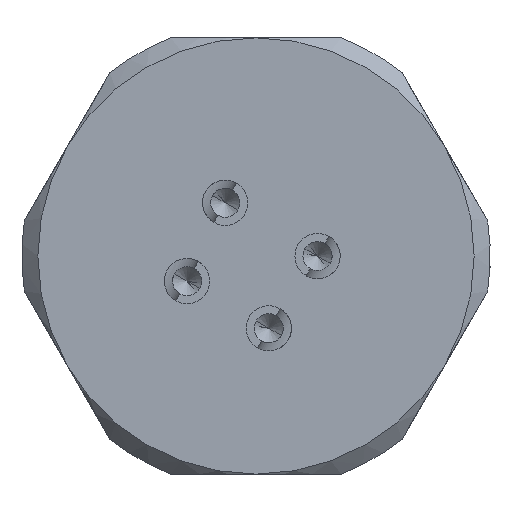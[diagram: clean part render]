
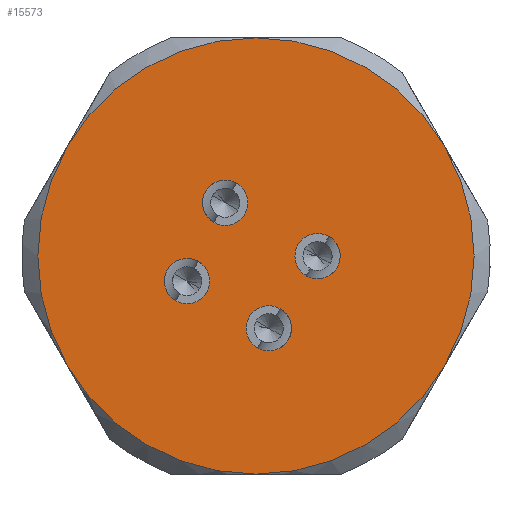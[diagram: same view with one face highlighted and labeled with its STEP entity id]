
A CAD part, left-side view. The second image highlights one B-rep face of the part: STEP entity #15573.
In plain terms, the highlighted planar face has unit normal (-1, 0, 0).
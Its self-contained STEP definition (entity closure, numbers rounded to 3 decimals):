
#77=CARTESIAN_POINT('',(0.,4.269,-1.554));
#78=DIRECTION('',(-1.,0.,0.));
#79=DIRECTION('',(0.,-0.866,-0.5));
#80=AXIS2_PLACEMENT_3D('',#77,#78,#79);
#82=CARTESIAN_POINT('',(0.,4.269,-1.554));
#83=DIRECTION('',(-1.,0.,0.));
#84=DIRECTION('',(0.,0.866,0.5));
#85=AXIS2_PLACEMENT_3D('',#82,#83,#84);
#87=CARTESIAN_POINT('',(0.,-0.789,
-4.474));
#88=DIRECTION('',(-1.,0.,0.));
#89=DIRECTION('',(0.,0.866,0.5));
#90=AXIS2_PLACEMENT_3D('',#87,#88,#89);
#92=CARTESIAN_POINT('',(0.,-0.789,
-4.474));
#93=DIRECTION('',(-1.,0.,0.));
#94=DIRECTION('',(0.,-0.866,-0.5));
#95=AXIS2_PLACEMENT_3D('',#92,#93,#94);
#97=CARTESIAN_POINT('',(0.,-3.808,
-0.005));
#98=DIRECTION('',(-1.,0.,0.));
#99=DIRECTION('',(0.,0.866,0.5));
#100=AXIS2_PLACEMENT_3D('',#97,#98,#99);
#102=CARTESIAN_POINT('',(0.,-3.808,
-0.005));
#103=DIRECTION('',(-1.,0.,0.));
#104=DIRECTION('',(0.,-0.866,-0.5));
#105=AXIS2_PLACEMENT_3D('',#102,#103,#104);
#107=CARTESIAN_POINT('',(0.,1.908,3.295));
#108=DIRECTION('',(-1.,0.,0.));
#109=DIRECTION('',(0.,-0.866,-0.5));
#110=AXIS2_PLACEMENT_3D('',#107,#108,#109);
#112=CARTESIAN_POINT('',(0.,1.908,3.295));
#113=DIRECTION('',(-1.,0.,0.));
#114=DIRECTION('',(0.,0.866,0.5));
#115=AXIS2_PLACEMENT_3D('',#112,#113,#114);
#117=CARTESIAN_POINT('',(0.,0.,0.));
#118=DIRECTION('',(-1.,0.,0.));
#119=DIRECTION('',(0.,0.,1.));
#120=AXIS2_PLACEMENT_3D('',#117,#118,#119);
#122=CARTESIAN_POINT('',(0.,0.,0.));
#123=DIRECTION('',(-1.,0.,0.));
#124=DIRECTION('',(0.,-0.866,0.5));
#125=AXIS2_PLACEMENT_3D('',#122,#123,#124);
#127=CARTESIAN_POINT('',(0.,0.,0.));
#128=DIRECTION('',(-1.,0.,0.));
#129=DIRECTION('',(0.,0.,-1.));
#130=AXIS2_PLACEMENT_3D('',#127,#128,#129);
#132=CARTESIAN_POINT('',(0.,0.,0.));
#133=DIRECTION('',(-1.,0.,0.));
#134=DIRECTION('',(0.,0.866,-0.5));
#135=AXIS2_PLACEMENT_3D('',#132,#133,#134);
#677=CARTESIAN_POINT('',(0.,0.,0.));
#678=DIRECTION('',(-1.,0.,0.));
#679=DIRECTION('',(0.,0.866,0.5));
#680=AXIS2_PLACEMENT_3D('',#677,#678,#679);
#705=CARTESIAN_POINT('',(0.,11.691,6.75));
#767=CARTESIAN_POINT('',(0.,11.691,-6.75));
#1231=CARTESIAN_POINT('',(0.,0.,-13.5));
#1264=CARTESIAN_POINT('',(0.,-11.691,-6.75));
#1266=CARTESIAN_POINT('',(0.,0.,0.));
#1267=DIRECTION('',(-1.,0.,0.));
#1268=DIRECTION('',(0.,-0.866,-0.5));
#1269=AXIS2_PLACEMENT_3D('',#1266,#1267,#1268);
#1312=CARTESIAN_POINT('',(0.,-11.691,6.75));
#1350=CARTESIAN_POINT('',(0.,0.,13.5));
#13541=VERTEX_POINT('',#705);
#13542=VERTEX_POINT('',#1350);
#13543=VERTEX_POINT('',#1312);
#13544=VERTEX_POINT('',#767);
#13545=VERTEX_POINT('',#1264);
#13546=VERTEX_POINT('',#1231);
#14738=CARTESIAN_POINT('',(0.,0.695,
2.595));
#14739=CARTESIAN_POINT('',(0.,3.12,
3.995));
#14740=VERTEX_POINT('',#14738);
#14741=VERTEX_POINT('',#14739);
#14742=CARTESIAN_POINT('',(0.,-2.595,
0.695));
#14743=CARTESIAN_POINT('',(0.,-5.02,
-0.705));
#14744=VERTEX_POINT('',#14742);
#14745=VERTEX_POINT('',#14743);
#14746=CARTESIAN_POINT('',(0.,0.424,
-3.774));
#14747=CARTESIAN_POINT('',(0.,-2.001,
-5.174));
#14748=VERTEX_POINT('',#14746);
#14749=VERTEX_POINT('',#14747);
#14750=CARTESIAN_POINT('',(0.,3.056,
-2.254));
#14751=CARTESIAN_POINT('',(0.,5.481,
-0.854));
#14752=VERTEX_POINT('',#14750);
#14753=VERTEX_POINT('',#14751);
#15531=CARTESIAN_POINT('',(0.,0.,0.));
#15532=DIRECTION('',(1.,0.,0.));
#15533=DIRECTION('',(0.,-1.,0.));
#15534=AXIS2_PLACEMENT_3D('',#15531,#15532,#15533);
#15535=PLANE('',#15534);
#15537=ORIENTED_EDGE('',*,*,#15536,.F.);
#15539=ORIENTED_EDGE('',*,*,#15538,.F.);
#15541=ORIENTED_EDGE('',*,*,#15540,.F.);
#15543=ORIENTED_EDGE('',*,*,#15542,.F.);
#15545=ORIENTED_EDGE('',*,*,#15544,.F.);
#15547=ORIENTED_EDGE('',*,*,#15546,.F.);
#15548=EDGE_LOOP('',(#15537,#15539,#15541,#15543,#15545,#15547));
#15549=FACE_OUTER_BOUND('',#15548,.F.);
#15551=ORIENTED_EDGE('',*,*,#15550,.T.);
#15553=ORIENTED_EDGE('',*,*,#15552,.T.);
#15554=EDGE_LOOP('',(#15551,#15553));
#15555=FACE_BOUND('',#15554,.F.);
#15557=ORIENTED_EDGE('',*,*,#15556,.T.);
#15559=ORIENTED_EDGE('',*,*,#15558,.T.);
#15560=EDGE_LOOP('',(#15557,#15559));
#15561=FACE_BOUND('',#15560,.F.);
#15563=ORIENTED_EDGE('',*,*,#15562,.T.);
#15565=ORIENTED_EDGE('',*,*,#15564,.T.);
#15566=EDGE_LOOP('',(#15563,#15565));
#15567=FACE_BOUND('',#15566,.F.);
#15569=ORIENTED_EDGE('',*,*,#15568,.T.);
#15570=ORIENTED_EDGE('',*,*,#15517,.T.);
#15571=EDGE_LOOP('',(#15569,#15570));
#15572=FACE_BOUND('',#15571,.F.);
#15573=ADVANCED_FACE('',(#15549,#15555,#15561,#15567,#15572),#15535,.F.);
#81=CIRCLE('',#80,1.4);
#86=CIRCLE('',#85,1.4);
#91=CIRCLE('',#90,1.4);
#96=CIRCLE('',#95,1.4);
#101=CIRCLE('',#100,1.4);
#106=CIRCLE('',#105,1.4);
#111=CIRCLE('',#110,1.4);
#116=CIRCLE('',#115,1.4);
#121=CIRCLE('',#120,13.5);
#126=CIRCLE('',#125,13.5);
#131=CIRCLE('',#130,13.5);
#136=CIRCLE('',#135,13.5);
#681=CIRCLE('',#680,13.5);
#1270=CIRCLE('',#1269,13.5);
#15517=EDGE_CURVE('',#14753,#14752,#86,.T.);
#15536=EDGE_CURVE('',#13541,#13544,#681,.T.);
#15538=EDGE_CURVE('',#13542,#13541,#121,.T.);
#15540=EDGE_CURVE('',#13543,#13542,#126,.T.);
#15542=EDGE_CURVE('',#13545,#13543,#1270,.T.);
#15544=EDGE_CURVE('',#13546,#13545,#131,.T.);
#15546=EDGE_CURVE('',#13544,#13546,#136,.T.);
#15550=EDGE_CURVE('',#14748,#14749,#91,.T.);
#15552=EDGE_CURVE('',#14749,#14748,#96,.T.);
#15556=EDGE_CURVE('',#14744,#14745,#101,.T.);
#15558=EDGE_CURVE('',#14745,#14744,#106,.T.);
#15562=EDGE_CURVE('',#14740,#14741,#111,.T.);
#15564=EDGE_CURVE('',#14741,#14740,#116,.T.);
#15568=EDGE_CURVE('',#14752,#14753,#81,.T.);
